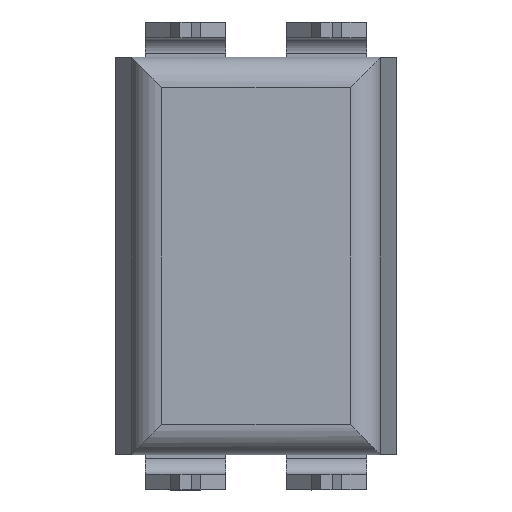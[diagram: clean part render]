
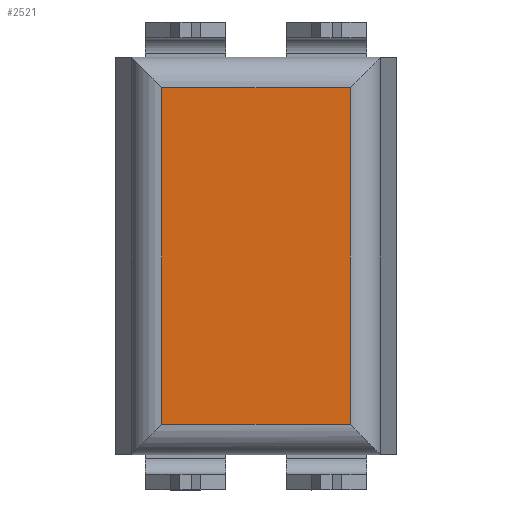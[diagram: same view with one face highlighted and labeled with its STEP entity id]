
A CAD part, front view. The second image highlights one B-rep face of the part: STEP entity #2521.
In plain terms, the highlighted planar face has unit normal (0, -1, 0).
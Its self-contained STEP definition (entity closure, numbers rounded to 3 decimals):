
#206 = EDGE_LOOP ( 'NONE', ( #1720, #1578, #1296, #1180 ) ) ;
#308 = CARTESIAN_POINT ( 'NONE',  ( 0., 0., 0. ) ) ;
#354 = VECTOR ( 'NONE', #3199, 1000. ) ;
#399 = CARTESIAN_POINT ( 'NONE',  ( 1.54, 0., -2.75 ) ) ;
#414 = CARTESIAN_POINT ( 'NONE',  ( 1.944, 0., -2.75 ) ) ;
#482 = CARTESIAN_POINT ( 'NONE',  ( -1.54, 0., 0. ) ) ;
#537 = DIRECTION ( 'NONE',  ( 0., -1., 0. ) ) ;
#567 = PLANE ( 'NONE',  #1515 ) ;
#728 = DIRECTION ( 'NONE',  ( 0., 0., 1. ) ) ;
#748 = CARTESIAN_POINT ( 'NONE',  ( 1.54, 0., 0. ) ) ;
#849 = VERTEX_POINT ( 'NONE', #2545 ) ;
#939 = VECTOR ( 'NONE', #1535, 1000. ) ;
#1040 = LINE ( 'NONE', #748, #3173 ) ;
#1064 = VERTEX_POINT ( 'NONE', #399 ) ;
#1180 = ORIENTED_EDGE ( 'NONE', *, *, #3041, .T. ) ;
#1296 = ORIENTED_EDGE ( 'NONE', *, *, #2724, .T. ) ;
#1402 = DIRECTION ( 'NONE',  ( 0., 0., -1. ) ) ;
#1515 = AXIS2_PLACEMENT_3D ( 'NONE', #308, #537, #1402 ) ;
#1535 = DIRECTION ( 'NONE',  ( 1., 0., 0. ) ) ;
#1578 = ORIENTED_EDGE ( 'NONE', *, *, #1961, .T. ) ;
#1585 = LINE ( 'NONE', #482, #354 ) ;
#1720 = ORIENTED_EDGE ( 'NONE', *, *, #2648, .T. ) ;
#1806 = LINE ( 'NONE', #414, #939 ) ;
#1961 = EDGE_CURVE ( 'NONE', #1064, #2730, #1040, .T. ) ;
#2230 = VERTEX_POINT ( 'NONE', #3106 ) ;
#2521 = ADVANCED_FACE ( 'NONE', ( #2705 ), #567, .T. ) ;
#2545 = CARTESIAN_POINT ( 'NONE',  ( -1.54, 0., -2.75 ) ) ;
#2648 = EDGE_CURVE ( 'NONE', #849, #1064, #1806, .T. ) ;
#2705 = FACE_OUTER_BOUND ( 'NONE', #206, .T. ) ;
#2724 = EDGE_CURVE ( 'NONE', #2730, #2230, #3374, .T. ) ;
#2730 = VERTEX_POINT ( 'NONE', #3096 ) ;
#2887 = DIRECTION ( 'NONE',  ( -1., 0., 0. ) ) ;
#3041 = EDGE_CURVE ( 'NONE', #2230, #849, #1585, .T. ) ;
#3096 = CARTESIAN_POINT ( 'NONE',  ( 1.54, 0., 2.75 ) ) ;
#3106 = CARTESIAN_POINT ( 'NONE',  ( -1.54, 0., 2.75 ) ) ;
#3173 = VECTOR ( 'NONE', #728, 1000. ) ;
#3199 = DIRECTION ( 'NONE',  ( 0., 0., -1. ) ) ;
#3353 = VECTOR ( 'NONE', #2887, 1000. ) ;
#3374 = LINE ( 'NONE', #3430, #3353 ) ;
#3430 = CARTESIAN_POINT ( 'NONE',  ( -1.944, 0., 2.75 ) ) ;
